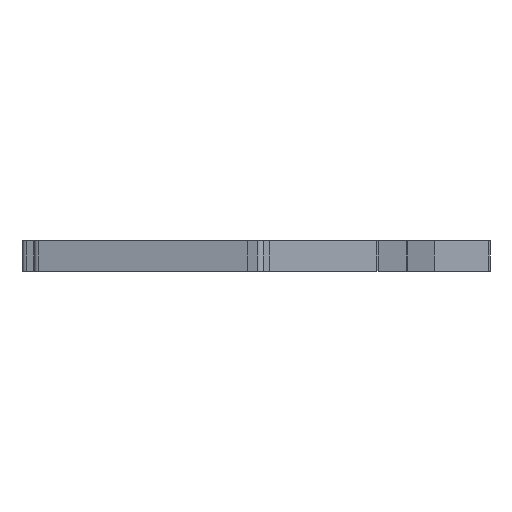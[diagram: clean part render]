
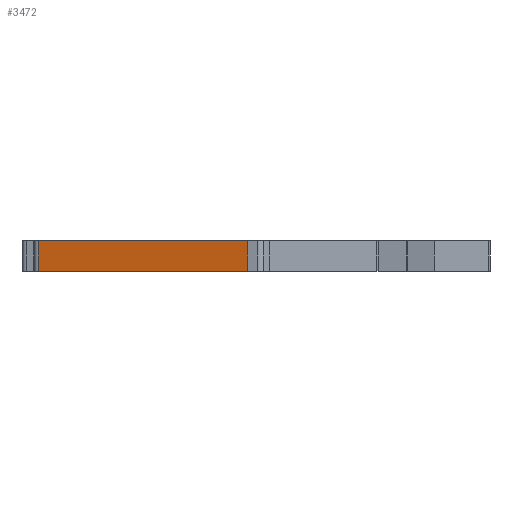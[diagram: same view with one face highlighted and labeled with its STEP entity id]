
A CAD part, left-side view. The second image highlights one B-rep face of the part: STEP entity #3472.
In plain terms, the highlighted planar face has unit normal (-0.966, 0.259, 0).
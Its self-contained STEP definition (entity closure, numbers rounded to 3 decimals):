
#226=FACE_OUTER_BOUND('',#411,.T.);
#411=EDGE_LOOP('',(#2768,#2769,#2770,#2771));
#681=LINE('',#5146,#1125);
#800=LINE('',#5407,#1244);
#801=LINE('',#5410,#1245);
#802=LINE('',#5411,#1246);
#1125=VECTOR('',#4126,10.);
#1244=VECTOR('',#4379,10.);
#1245=VECTOR('',#4382,10.);
#1246=VECTOR('',#4383,10.);
#1574=VERTEX_POINT('',#5143);
#1575=VERTEX_POINT('',#5145);
#1650=VERTEX_POINT('',#5405);
#1651=VERTEX_POINT('',#5409);
#1943=EDGE_CURVE('',#1574,#1575,#681,.T.);
#2074=EDGE_CURVE('',#1650,#1575,#800,.T.);
#2075=EDGE_CURVE('',#1650,#1651,#801,.T.);
#2076=EDGE_CURVE('',#1651,#1574,#802,.T.);
#2768=ORIENTED_EDGE('',*,*,#2075,.F.);
#2769=ORIENTED_EDGE('',*,*,#2074,.T.);
#2770=ORIENTED_EDGE('',*,*,#1943,.F.);
#2771=ORIENTED_EDGE('',*,*,#2076,.F.);
#3311=PLANE('',#3708);
#3472=ADVANCED_FACE('',(#226),#3311,.T.);
#3708=AXIS2_PLACEMENT_3D('',#5408,#4380,#4381);
#4126=DIRECTION('',(0.259,0.966,0.));
#4379=DIRECTION('',(0.,0.,-1.));
#4380=DIRECTION('center_axis',(-0.966,0.259,0.));
#4381=DIRECTION('ref_axis',(0.259,0.966,0.));
#4382=DIRECTION('',(-0.259,-0.966,0.));
#4383=DIRECTION('',(0.,0.,-1.));
#5143=CARTESIAN_POINT('',(17.571,-87.314,-8.6));
#5145=CARTESIAN_POINT('',(33.588,-27.55,-8.6));
#5146=CARTESIAN_POINT('',(33.588,-27.55,-8.6));
#5405=CARTESIAN_POINT('',(33.588,-27.55,0.));
#5407=CARTESIAN_POINT('',(33.588,-27.55,0.));
#5408=CARTESIAN_POINT('Origin',(17.571,-87.314,0.));
#5409=CARTESIAN_POINT('',(17.571,-87.314,0.));
#5410=CARTESIAN_POINT('',(33.588,-27.55,0.));
#5411=CARTESIAN_POINT('',(17.571,-87.314,0.));
